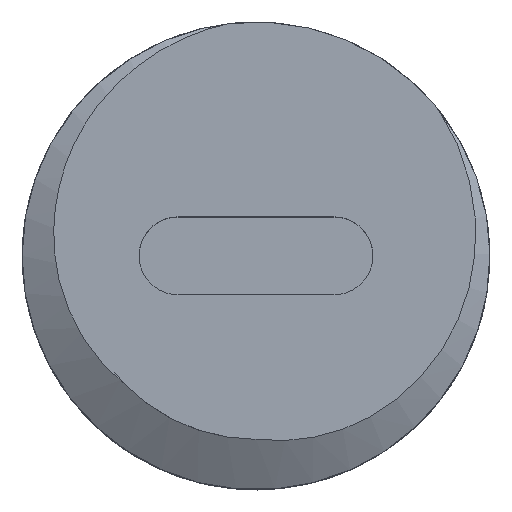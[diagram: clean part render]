
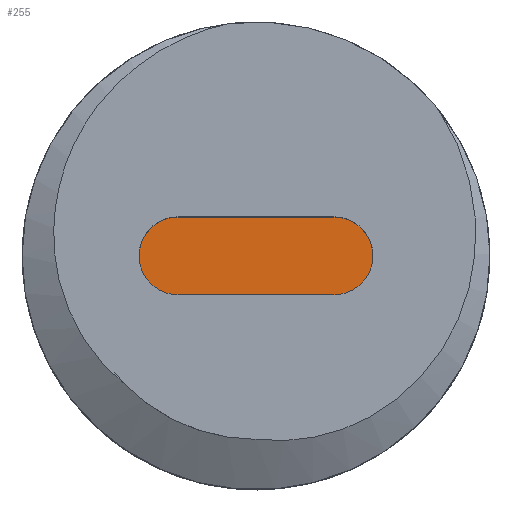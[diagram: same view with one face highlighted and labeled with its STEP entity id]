
A CAD part, top view. The second image highlights one B-rep face of the part: STEP entity #255.
In plain terms, the highlighted planar face has unit normal (0, 0, 1).
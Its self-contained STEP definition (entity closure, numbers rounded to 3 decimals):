
#24=PLANE('',#296);
#35=FACE_OUTER_BOUND('',#50,.T.);
#50=EDGE_LOOP('',(#199,#200,#201,#202));
#61=CIRCLE('',#291,0.5);
#63=CIRCLE('',#295,0.5);
#86=LINE('',#1057,#98);
#91=LINE('',#1070,#103);
#98=VECTOR('',#325,10.);
#103=VECTOR('',#338,10.);
#117=VERTEX_POINT('',#1054);
#118=VERTEX_POINT('',#1056);
#120=VERTEX_POINT('',#1062);
#122=VERTEX_POINT('',#1068);
#145=EDGE_CURVE('',#117,#118,#86,.T.);
#149=EDGE_CURVE('',#120,#117,#61,.T.);
#152=EDGE_CURVE('',#122,#120,#91,.T.);
#154=EDGE_CURVE('',#118,#122,#63,.T.);
#199=ORIENTED_EDGE('',*,*,#154,.F.);
#200=ORIENTED_EDGE('',*,*,#145,.F.);
#201=ORIENTED_EDGE('',*,*,#149,.F.);
#202=ORIENTED_EDGE('',*,*,#152,.F.);
#255=ADVANCED_FACE('',(#35),#24,.T.);
#291=AXIS2_PLACEMENT_3D('',#1064,#332,#333);
#295=AXIS2_PLACEMENT_3D('',#1073,#343,#344);
#296=AXIS2_PLACEMENT_3D('',#1074,#345,#346);
#325=DIRECTION('',(1.,0.,0.));
#332=DIRECTION('center_axis',(0.,0.,-1.));
#333=DIRECTION('ref_axis',(0.,1.,0.));
#338=DIRECTION('',(-1.,0.,0.));
#343=DIRECTION('center_axis',(0.,0.,-1.));
#344=DIRECTION('ref_axis',(0.,-1.,0.));
#345=DIRECTION('center_axis',(0.,0.,1.));
#346=DIRECTION('ref_axis',(1.,0.,0.));
#1054=CARTESIAN_POINT('',(-1.,0.5,-6.));
#1056=CARTESIAN_POINT('',(1.,0.5,-6.));
#1057=CARTESIAN_POINT('',(1.,0.5,-6.));
#1062=CARTESIAN_POINT('',(-1.,-0.5,-6.));
#1064=CARTESIAN_POINT('Origin',(-1.,0.,-6.));
#1068=CARTESIAN_POINT('',(1.,-0.5,-6.));
#1070=CARTESIAN_POINT('',(-1.,-0.5,-6.));
#1073=CARTESIAN_POINT('Origin',(1.,0.,-6.));
#1074=CARTESIAN_POINT('Origin',(0.,0.,-6.));
